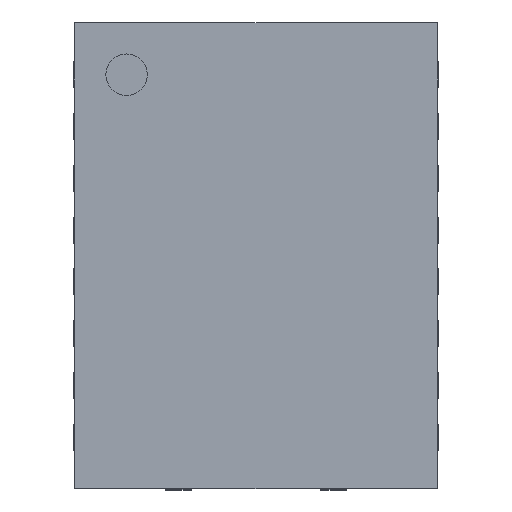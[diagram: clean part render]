
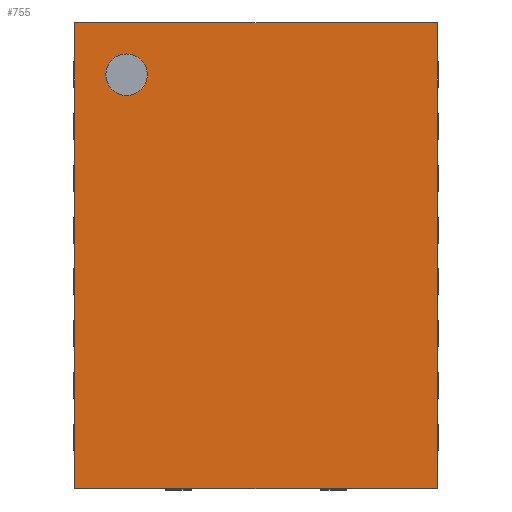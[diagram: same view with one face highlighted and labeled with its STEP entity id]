
A CAD part, top view. The second image highlights one B-rep face of the part: STEP entity #755.
In plain terms, the highlighted planar face has unit normal (0, 0, 1).
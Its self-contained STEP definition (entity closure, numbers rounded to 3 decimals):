
#468 = VERTEX_POINT('',#469);
#469 = CARTESIAN_POINT('',(-1.75,2.25,0.98));
#476 = PLANE('',#477);
#477 = AXIS2_PLACEMENT_3D('',#478,#479,#480);
#478 = CARTESIAN_POINT('',(-1.75,2.25,0.));
#479 = DIRECTION('',(0.,1.,0.));
#480 = DIRECTION('',(1.,0.,0.));
#488 = PLANE('',#489);
#489 = AXIS2_PLACEMENT_3D('',#490,#491,#492);
#490 = CARTESIAN_POINT('',(-1.75,-2.25,0.));
#491 = DIRECTION('',(-1.,0.,0.));
#492 = DIRECTION('',(0.,1.,0.));
#500 = EDGE_CURVE('',#468,#501,#503,.T.);
#501 = VERTEX_POINT('',#502);
#502 = CARTESIAN_POINT('',(1.75,2.25,0.98));
#503 = SURFACE_CURVE('',#504,(#508,#515),.PCURVE_S1.);
#504 = LINE('',#505,#506);
#505 = CARTESIAN_POINT('',(-1.75,2.25,0.98));
#506 = VECTOR('',#507,1.);
#507 = DIRECTION('',(1.,0.,0.));
#508 = PCURVE('',#476,#509);
#509 = DEFINITIONAL_REPRESENTATION('',(#510),#514);
#510 = LINE('',#511,#512);
#511 = CARTESIAN_POINT('',(0.,-0.98));
#512 = VECTOR('',#513,1.);
#513 = DIRECTION('',(1.,0.));
#514 = ( GEOMETRIC_REPRESENTATION_CONTEXT(2) 
PARAMETRIC_REPRESENTATION_CONTEXT() REPRESENTATION_CONTEXT('2D SPACE',''
  ) );
#515 = PCURVE('',#516,#521);
#516 = PLANE('',#517);
#517 = AXIS2_PLACEMENT_3D('',#518,#519,#520);
#518 = CARTESIAN_POINT('',(-1.75,2.25,0.98));
#519 = DIRECTION('',(0.,0.,1.));
#520 = DIRECTION('',(1.,0.,0.));
#521 = DEFINITIONAL_REPRESENTATION('',(#522),#526);
#522 = LINE('',#523,#524);
#523 = CARTESIAN_POINT('',(0.,0.));
#524 = VECTOR('',#525,1.);
#525 = DIRECTION('',(1.,0.));
#526 = ( GEOMETRIC_REPRESENTATION_CONTEXT(2) 
PARAMETRIC_REPRESENTATION_CONTEXT() REPRESENTATION_CONTEXT('2D SPACE',''
  ) );
#544 = PLANE('',#545);
#545 = AXIS2_PLACEMENT_3D('',#546,#547,#548);
#546 = CARTESIAN_POINT('',(1.75,2.25,0.));
#547 = DIRECTION('',(1.,0.,0.));
#548 = DIRECTION('',(0.,-1.,0.));
#588 = VERTEX_POINT('',#589);
#589 = CARTESIAN_POINT('',(-1.75,-2.25,0.98));
#603 = PLANE('',#604);
#604 = AXIS2_PLACEMENT_3D('',#605,#606,#607);
#605 = CARTESIAN_POINT('',(1.75,-2.25,0.));
#606 = DIRECTION('',(0.,-1.,0.));
#607 = DIRECTION('',(-1.,0.,0.));
#615 = EDGE_CURVE('',#588,#468,#616,.T.);
#616 = SURFACE_CURVE('',#617,(#621,#628),.PCURVE_S1.);
#617 = LINE('',#618,#619);
#618 = CARTESIAN_POINT('',(-1.75,-2.25,0.98));
#619 = VECTOR('',#620,1.);
#620 = DIRECTION('',(0.,1.,0.));
#621 = PCURVE('',#488,#622);
#622 = DEFINITIONAL_REPRESENTATION('',(#623),#627);
#623 = LINE('',#624,#625);
#624 = CARTESIAN_POINT('',(0.,-0.98));
#625 = VECTOR('',#626,1.);
#626 = DIRECTION('',(1.,0.));
#627 = ( GEOMETRIC_REPRESENTATION_CONTEXT(2) 
PARAMETRIC_REPRESENTATION_CONTEXT() REPRESENTATION_CONTEXT('2D SPACE',''
  ) );
#628 = PCURVE('',#516,#629);
#629 = DEFINITIONAL_REPRESENTATION('',(#630),#634);
#630 = LINE('',#631,#632);
#631 = CARTESIAN_POINT('',(0.,-4.5));
#632 = VECTOR('',#633,1.);
#633 = DIRECTION('',(0.,1.));
#634 = ( GEOMETRIC_REPRESENTATION_CONTEXT(2) 
PARAMETRIC_REPRESENTATION_CONTEXT() REPRESENTATION_CONTEXT('2D SPACE',''
  ) );
#662 = EDGE_CURVE('',#501,#663,#665,.T.);
#663 = VERTEX_POINT('',#664);
#664 = CARTESIAN_POINT('',(1.75,-2.25,0.98));
#665 = SURFACE_CURVE('',#666,(#670,#677),.PCURVE_S1.);
#666 = LINE('',#667,#668);
#667 = CARTESIAN_POINT('',(1.75,2.25,0.98));
#668 = VECTOR('',#669,1.);
#669 = DIRECTION('',(0.,-1.,0.));
#670 = PCURVE('',#544,#671);
#671 = DEFINITIONAL_REPRESENTATION('',(#672),#676);
#672 = LINE('',#673,#674);
#673 = CARTESIAN_POINT('',(0.,-0.98));
#674 = VECTOR('',#675,1.);
#675 = DIRECTION('',(1.,0.));
#676 = ( GEOMETRIC_REPRESENTATION_CONTEXT(2) 
PARAMETRIC_REPRESENTATION_CONTEXT() REPRESENTATION_CONTEXT('2D SPACE',''
  ) );
#677 = PCURVE('',#516,#678);
#678 = DEFINITIONAL_REPRESENTATION('',(#679),#683);
#679 = LINE('',#680,#681);
#680 = CARTESIAN_POINT('',(3.5,0.));
#681 = VECTOR('',#682,1.);
#682 = DIRECTION('',(0.,-1.));
#683 = ( GEOMETRIC_REPRESENTATION_CONTEXT(2) 
PARAMETRIC_REPRESENTATION_CONTEXT() REPRESENTATION_CONTEXT('2D SPACE',''
  ) );
#755 = ADVANCED_FACE('',(#756,#782),#516,.T.);
#756 = FACE_BOUND('',#757,.T.);
#757 = EDGE_LOOP('',(#758,#759,#760,#781));
#758 = ORIENTED_EDGE('',*,*,#500,.F.);
#759 = ORIENTED_EDGE('',*,*,#615,.F.);
#760 = ORIENTED_EDGE('',*,*,#761,.F.);
#761 = EDGE_CURVE('',#663,#588,#762,.T.);
#762 = SURFACE_CURVE('',#763,(#767,#774),.PCURVE_S1.);
#763 = LINE('',#764,#765);
#764 = CARTESIAN_POINT('',(1.75,-2.25,0.98));
#765 = VECTOR('',#766,1.);
#766 = DIRECTION('',(-1.,0.,0.));
#767 = PCURVE('',#516,#768);
#768 = DEFINITIONAL_REPRESENTATION('',(#769),#773);
#769 = LINE('',#770,#771);
#770 = CARTESIAN_POINT('',(3.5,-4.5));
#771 = VECTOR('',#772,1.);
#772 = DIRECTION('',(-1.,0.));
#773 = ( GEOMETRIC_REPRESENTATION_CONTEXT(2) 
PARAMETRIC_REPRESENTATION_CONTEXT() REPRESENTATION_CONTEXT('2D SPACE',''
  ) );
#774 = PCURVE('',#603,#775);
#775 = DEFINITIONAL_REPRESENTATION('',(#776),#780);
#776 = LINE('',#777,#778);
#777 = CARTESIAN_POINT('',(0.,-0.98));
#778 = VECTOR('',#779,1.);
#779 = DIRECTION('',(1.,0.));
#780 = ( GEOMETRIC_REPRESENTATION_CONTEXT(2) 
PARAMETRIC_REPRESENTATION_CONTEXT() REPRESENTATION_CONTEXT('2D SPACE',''
  ) );
#781 = ORIENTED_EDGE('',*,*,#662,.F.);
#782 = FACE_BOUND('',#783,.T.);
#783 = EDGE_LOOP('',(#784));
#784 = ORIENTED_EDGE('',*,*,#785,.F.);
#785 = EDGE_CURVE('',#786,#786,#788,.T.);
#786 = VERTEX_POINT('',#787);
#787 = CARTESIAN_POINT('',(-1.05,1.75,0.98));
#788 = SURFACE_CURVE('',#789,(#794,#801),.PCURVE_S1.);
#789 = CIRCLE('',#790,0.2);
#790 = AXIS2_PLACEMENT_3D('',#791,#792,#793);
#791 = CARTESIAN_POINT('',(-1.25,1.75,0.98));
#792 = DIRECTION('',(0.,0.,1.));
#793 = DIRECTION('',(1.,0.,0.));
#794 = PCURVE('',#516,#795);
#795 = DEFINITIONAL_REPRESENTATION('',(#796),#800);
#796 = CIRCLE('',#797,0.2);
#797 = AXIS2_PLACEMENT_2D('',#798,#799);
#798 = CARTESIAN_POINT('',(0.5,-0.5));
#799 = DIRECTION('',(1.,0.));
#800 = ( GEOMETRIC_REPRESENTATION_CONTEXT(2) 
PARAMETRIC_REPRESENTATION_CONTEXT() REPRESENTATION_CONTEXT('2D SPACE',''
  ) );
#801 = PCURVE('',#802,#807);
#802 = CYLINDRICAL_SURFACE('',#803,0.2);
#803 = AXIS2_PLACEMENT_3D('',#804,#805,#806);
#804 = CARTESIAN_POINT('',(-1.25,1.75,0.98));
#805 = DIRECTION('',(0.,0.,1.));
#806 = DIRECTION('',(1.,0.,0.));
#807 = DEFINITIONAL_REPRESENTATION('',(#808),#812);
#808 = LINE('',#809,#810);
#809 = CARTESIAN_POINT('',(0.,0.));
#810 = VECTOR('',#811,1.);
#811 = DIRECTION('',(1.,0.));
#812 = ( GEOMETRIC_REPRESENTATION_CONTEXT(2) 
PARAMETRIC_REPRESENTATION_CONTEXT() REPRESENTATION_CONTEXT('2D SPACE',''
  ) );
